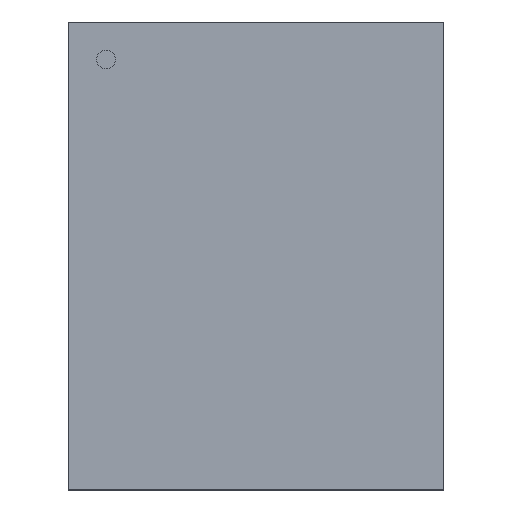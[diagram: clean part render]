
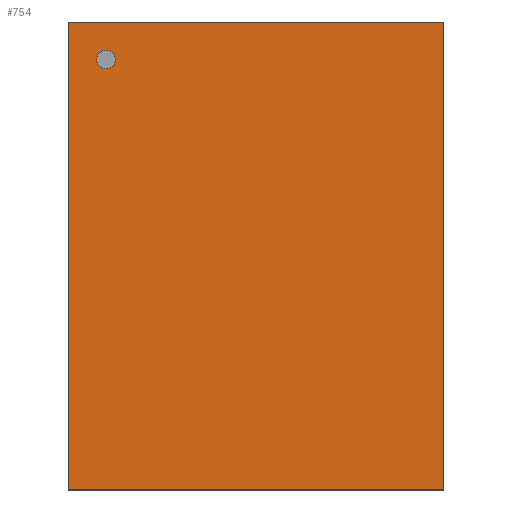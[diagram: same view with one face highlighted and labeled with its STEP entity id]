
A CAD part, top view. The second image highlights one B-rep face of the part: STEP entity #754.
In plain terms, the highlighted planar face has unit normal (0, 0, 1).
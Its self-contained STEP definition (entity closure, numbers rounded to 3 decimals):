
#530=CARTESIAN_POINT('',(1.435,-1.791,0.508));
#529=VERTEX_POINT('',#530);
#540=CARTESIAN_POINT('',(-1.435,-1.791,0.508));
#539=VERTEX_POINT('',#540);
#538=EDGE_CURVE('',#539,#529,#543,.T.);
#543=LINE('',#540,#545);
#545=VECTOR('',#546,2.87);
#546=DIRECTION('',(1.0,0.0,0.0));
#579=CARTESIAN_POINT('',(1.435,1.791,0.508));
#578=VERTEX_POINT('',#579);
#587=EDGE_CURVE('',#529,#578,#592,.T.);
#592=LINE('',#530,#594);
#594=VECTOR('',#595,3.581);
#595=DIRECTION('',(0.0,1.0,0.0));
#628=CARTESIAN_POINT('',(-1.435,1.791,0.508));
#627=VERTEX_POINT('',#628);
#636=EDGE_CURVE('',#578,#627,#641,.T.);
#641=LINE('',#579,#643);
#643=VECTOR('',#644,2.87);
#644=DIRECTION('',(-1.0,0.0,0.0));
#685=EDGE_CURVE('',#627,#539,#690,.T.);
#690=LINE('',#628,#692);
#692=VECTOR('',#693,3.581);
#693=DIRECTION('',(0.0,-1.0,0.0));
#754=ADVANCED_FACE('',(#760),#755,.T.);
#755=PLANE('',#756);
#756=AXIS2_PLACEMENT_3D('',#757,#758,#759);
#757=CARTESIAN_POINT('',(-1.435,-1.791,0.508));
#758=DIRECTION('',(0.0,0.0,1.0));
#759=DIRECTION('',(0.,1.,0.));
#760=FACE_OUTER_BOUND('',#761,.T.);
#761=EDGE_LOOP('',(#762,#772,#782,#792));
#762=ORIENTED_EDGE('',*,*,#538,.T.);
#772=ORIENTED_EDGE('',*,*,#587,.T.);
#782=ORIENTED_EDGE('',*,*,#636,.T.);
#792=ORIENTED_EDGE('',*,*,#685,.T.);
